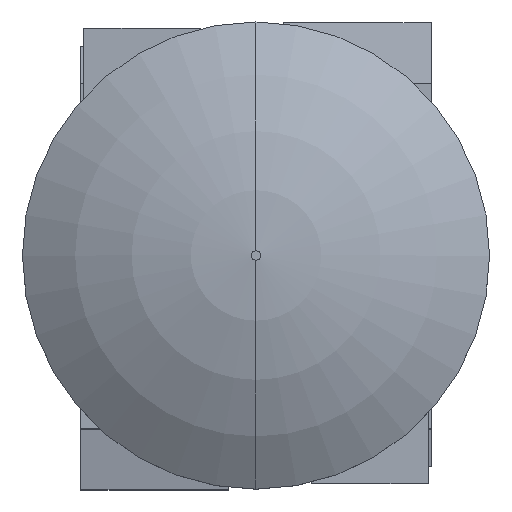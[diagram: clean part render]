
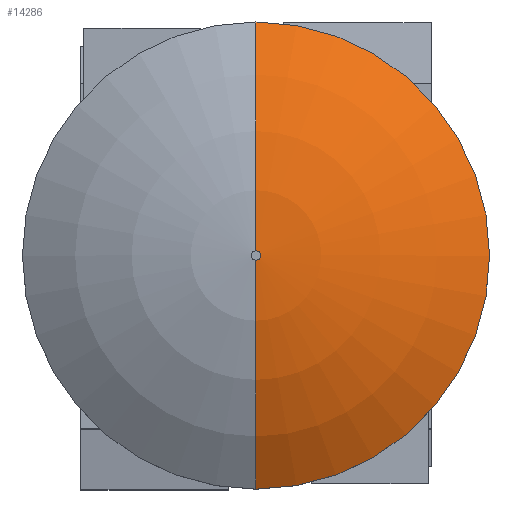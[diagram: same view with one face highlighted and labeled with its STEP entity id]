
A CAD part, top view. The second image highlights one B-rep face of the part: STEP entity #14286.
In plain terms, the highlighted toroidal (fillet/blend) face has major radius 0.404 mm and minor radius 35 mm.
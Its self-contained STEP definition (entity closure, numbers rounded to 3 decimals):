
#366 = VERTEX_POINT ( 'NONE', #5139 ) ;
#372 = EDGE_CURVE ( 'NONE', #6419, #4232, #5666, .T. ) ;
#553 = EDGE_CURVE ( 'NONE', #366, #6419, #7437, .T. ) ;
#1750 = EDGE_LOOP ( 'NONE', ( #9539, #7712, #13630, #4082 ) ) ;
#2420 = DIRECTION ( 'NONE',  ( 0., 1., 0. ) ) ;
#2629 = CARTESIAN_POINT ( 'NONE',  ( -41.794, 217.001, 42.5 ) ) ;
#2643 = DIRECTION ( 'NONE',  ( 1., 0., 0. ) ) ;
#2800 = AXIS2_PLACEMENT_3D ( 'NONE', #7126, #7073, #6970 ) ;
#2823 = AXIS2_PLACEMENT_3D ( 'NONE', #7263, #14133, #5377 ) ;
#3043 = TOROIDAL_SURFACE ( 'NONE', #2823, 0.404, 35. ) ;
#3137 = AXIS2_PLACEMENT_3D ( 'NONE', #7737, #5434, #5387 ) ;
#3948 = VERTEX_POINT ( 'NONE', #2629 ) ;
#4082 = ORIENTED_EDGE ( 'NONE', *, *, #5820, .F. ) ;
#4232 = VERTEX_POINT ( 'NONE', #10553 ) ;
#4614 = FACE_OUTER_BOUND ( 'NONE', #1750, .T. ) ;
#5139 = CARTESIAN_POINT ( 'NONE',  ( -41.794, 197.405, 48.5 ) ) ;
#5377 = DIRECTION ( 'NONE',  ( 0., 1., 0. ) ) ;
#5387 = DIRECTION ( 'NONE',  ( 0., 0., 1. ) ) ;
#5434 = DIRECTION ( 'NONE',  ( -1., 0., 0. ) ) ;
#5666 = CIRCLE ( 'NONE', #15201, 35. ) ;
#5820 = EDGE_CURVE ( 'NONE', #366, #3948, #12683, .T. ) ;
#6419 = VERTEX_POINT ( 'NONE', #8643 ) ;
#6970 = DIRECTION ( 'NONE',  ( 0., -1., 0. ) ) ;
#7073 = DIRECTION ( 'NONE',  ( 0., 0., -1. ) ) ;
#7126 = CARTESIAN_POINT ( 'NONE',  ( -41.794, 197.001, 42.5 ) ) ;
#7263 = CARTESIAN_POINT ( 'NONE',  ( -41.794, 197.001, 13.5 ) ) ;
#7437 = CIRCLE ( 'NONE', #10072, 0.404 ) ;
#7655 = CARTESIAN_POINT ( 'NONE',  ( -41.794, 196.597, 13.5 ) ) ;
#7712 = ORIENTED_EDGE ( 'NONE', *, *, #372, .T. ) ;
#7737 = CARTESIAN_POINT ( 'NONE',  ( -41.794, 197.405, 13.5 ) ) ;
#8643 = CARTESIAN_POINT ( 'NONE',  ( -41.794, 196.597, 48.5 ) ) ;
#9539 = ORIENTED_EDGE ( 'NONE', *, *, #553, .T. ) ;
#10072 = AXIS2_PLACEMENT_3D ( 'NONE', #10581, #11291, #10616 ) ;
#10553 = CARTESIAN_POINT ( 'NONE',  ( -41.794, 177.001, 42.5 ) ) ;
#10581 = CARTESIAN_POINT ( 'NONE',  ( -41.794, 197.001, 48.5 ) ) ;
#10616 = DIRECTION ( 'NONE',  ( 0., 1., 0. ) ) ;
#11291 = DIRECTION ( 'NONE',  ( 0., 0., -1. ) ) ;
#12443 = EDGE_CURVE ( 'NONE', #3948, #4232, #14902, .T. ) ;
#12683 = CIRCLE ( 'NONE', #3137, 35. ) ;
#13630 = ORIENTED_EDGE ( 'NONE', *, *, #12443, .F. ) ;
#14133 = DIRECTION ( 'NONE',  ( 0., 0., -1. ) ) ;
#14286 = ADVANCED_FACE ( 'NONE', ( #4614 ), #3043, .T. ) ;
#14902 = CIRCLE ( 'NONE', #2800, 20. ) ;
#15201 = AXIS2_PLACEMENT_3D ( 'NONE', #7655, #2643, #2420 ) ;
